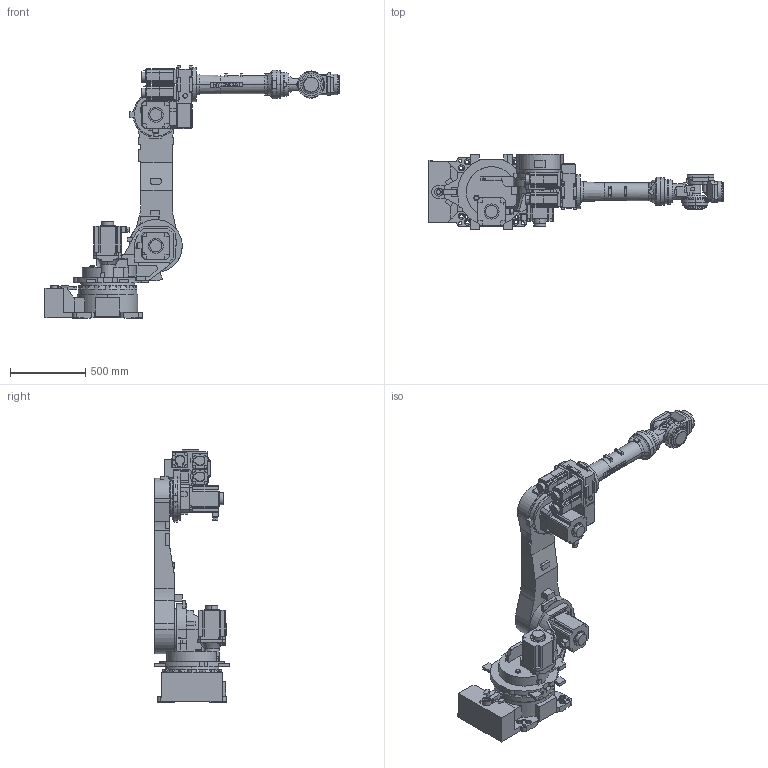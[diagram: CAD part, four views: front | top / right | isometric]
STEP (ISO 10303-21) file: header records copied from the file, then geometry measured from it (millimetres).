
FILE_DESCRIPTION (( 'STEP AP203' ), '1' );
FILE_NAME ('YS080(HH050)-11 rev1.STEP', '2020-07-07T00:54:17', ( 'fulluser' ), ( '' ), 'SwSTEP 2.0', 'SolidWorks 2017', '' );
FILE_SCHEMA (( 'CONFIG_CONTROL_DESIGN' ));
Length unit declared in the file: millimetre
Products named in the file (30): YS080衛葬鍔YS080-72120101(Lower Frame)_RV7_0715; YS080(HH050)-11 rev1; YS080衛葬鍔YS080-11_A1 ASSY_0715; YS080衛葬鍔YS080-72120102(Upper Frame)_RV5_0715; YS080衛葬鍔YS080-RV60N-33.85(45AN005-00)_0715_ル遽; YS080衛葬鍔YS080-74120122(WRIST CAP)_RV7_0715; YS080衛葬鍔TSM3412N7020E731_0715; YS080衛葬鍔YS080-73120102(Arm Pipe)_RV4_0715; YS080衛葬鍔YS080_A2_ASSY_0715; YS080衛葬鍔YS080-11_BASE ASSY_0715; YS080衛葬鍔YS080_H_RV320E3_0715; YS080衛葬鍔YS080-11_S1 ASSY_0715; YS080-RV35N-61(30AN006-10)_07151; YS080衛葬鍔YS080-RV200E-129(55AE002-00)_0715; YS080衛葬鍔YS080_Wrist B Outnput_0715; YS080衛葬鍔YS080-71120113(Stopper)_RV3_0715; YS080衛葬鍔YS080-73120101(ARM FRAME)_RV10_2ND_0715_ル遽; YS080衛葬鍔YS080-74120101(Wrist body)_R5_0715; YS080衛葬鍔YS080-74120116(GASKET)_RV1_0715; YS080衛葬鍔YS080-74120102(Wrist Holder)_RV3_0715; YS080衛葬鍔YS080-74120113(MAIN BRG SHAFT)_RV1_0715; YS080衛葬鍔YS080_V_MOTOR ASSY_10POLE_0715; YS080衛葬鍔YS080-RV42N-69(40AN028-00)_0715_ル遽; YS080衛葬鍔YS080_S_MOTOR ASSY_10POLE_0715; YS080衛葬鍔TSM3611N7020E721_0715; YS080衛葬鍔YS080_H_MOTOR ASSY_10POLE_0715; YS080衛葬鍔YS080-S-RV260CA_0715; YS080衛葬鍔YS080-71120101(Base Body)_RV3_0715; YS080衛葬鍔YS080_Wrist R2 Output_RV5_0715; YS080衛葬鍔YS080-74120115(COVER PLATE)_RV1_0715
Assembly tree (33 placements, depth 4):
  YS080(HH050)-11 rev1
    YS080衛葬鍔YS080-11_BASE ASSY_0715
      YS080衛葬鍔YS080-71120101(Base Body)_RV3_0715
      YS080衛葬鍔YS080-71120113(Stopper)_RV3_0715
      YS080衛葬鍔YS080-S-RV260CA_0715
    YS080衛葬鍔YS080-11_S1 ASSY_0715
      YS080衛葬鍔YS080-72120101(Lower Frame)_RV7_0715
      YS080衛葬鍔YS080_H_RV320E3_0715
      YS080衛葬鍔YS080_H_MOTOR ASSY_10POLE_0715
        YS080衛葬鍔TSM3611N7020E721_0715
      YS080衛葬鍔YS080_S_MOTOR ASSY_10POLE_0715
        YS080衛葬鍔TSM3611N7020E721_0715
    YS080衛葬鍔YS080_A2_ASSY_0715
      YS080衛葬鍔YS080-72120102(Upper Frame)_RV5_0715
    YS080衛葬鍔YS080-11_A1 ASSY_0715
      YS080衛葬鍔YS080-73120101(ARM FRAME)_RV10_2ND_0715_ル遽
      YS080衛葬鍔YS080-73120102(Arm Pipe)_RV4_0715
      YS080衛葬鍔YS080-RV60N-33.85(45AN005-00)_0715_ル遽
      YS080衛葬鍔TSM3412N7020E731_0715  x3
      YS080衛葬鍔YS080-RV200E-129(55AE002-00)_0715
      YS080衛葬鍔YS080_V_MOTOR ASSY_10POLE_0715
        YS080衛葬鍔TSM3611N7020E721_0715
    YS080衛葬鍔YS080_Wrist R2 Output_RV5_0715
      YS080衛葬鍔YS080-74120101(Wrist body)_R5_0715
      YS080衛葬鍔YS080-74120113(MAIN BRG SHAFT)_RV1_0715
    YS080衛葬鍔YS080_Wrist B Outnput_0715
      YS080衛葬鍔YS080-74120102(Wrist Holder)_RV3_0715
      YS080-RV35N-61(30AN006-10)_07151
      YS080衛葬鍔YS080-74120115(COVER PLATE)_RV1_0715
      YS080衛葬鍔YS080-RV42N-69(40AN028-00)_0715_ル遽
      YS080衛葬鍔YS080-74120122(WRIST CAP)_RV7_0715
      YS080衛葬鍔YS080-74120116(GASKET)_RV1_0715
Bounding box: 1950 x 500 x 1675 mm (x, y, z)
Volume: 154844091.8 mm3; surface area: 6863823.2 mm2
Topology: 30 solids, 32 shells, 2069 faces, 5401 edges, 3536 vertices
Faces by surface type: plane 1181, cylinder 720, cone 96, bspline 72
Entity records: 62473 total; most frequent: CARTESIAN_POINT 15953, DIRECTION 9046, ORIENTED_EDGE 8986, EDGE_CURVE 4493, AXIS2_PLACEMENT_3D 3144, VERTEX_POINT 2962, LINE 2758, VECTOR 2758
